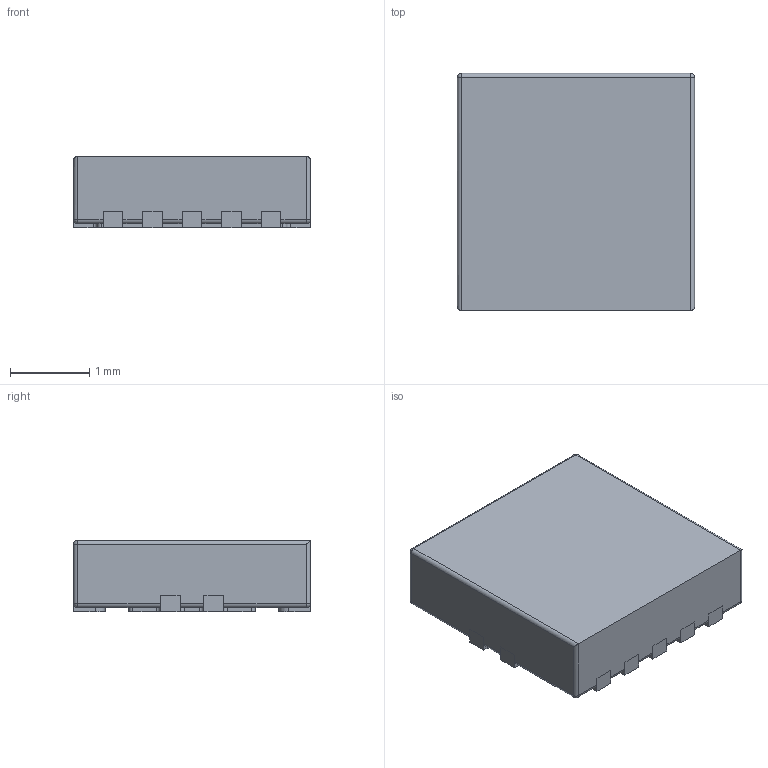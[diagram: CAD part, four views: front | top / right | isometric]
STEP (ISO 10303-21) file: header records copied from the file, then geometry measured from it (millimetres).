
FILE_DESCRIPTION((''),'2;1');
FILE_NAME('DRC_TI','2010-10-19T',('Simon'),(''),'PRO/ENGINEER BY PARAMETRIC TECHNOLOGY CORPORATION, 2008400','PRO/ENGINEER BY PARAMETRIC TECHNOLOGY CORPORATION, 2008400','');
FILE_SCHEMA(('AUTOMOTIVE_DESIGN_CC2 { 1 2 10303 214 -1 1 5 2 }'));
Length unit declared in the file: millimetre
Products named in the file (1): DRC_TI
Bounding box: 3 x 3 x 0.9 mm (x, y, z)
Volume: 0 mm3; surface area: 44.6 mm2
Topology: 1 solids, 12 shells, 215 faces, 559 edges, 362 vertices
Faces by surface type: plane 128, cylinder 81, sphere 6
Entity records: 8722 total; most frequent: CARTESIAN_POINT 1152, DIRECTION 1143, ORIENTED_EDGE 1106, PRESENTATION_STYLE_ASSIGNMENT 607, STYLED_ITEM 567, CURVE_STYLE 555, EDGE_CURVE 553, VECTOR 393
